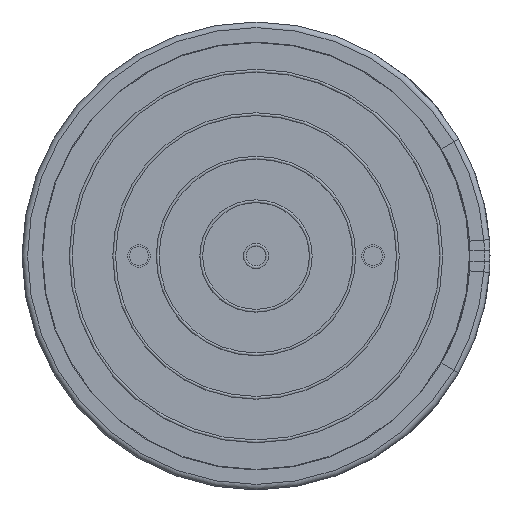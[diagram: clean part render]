
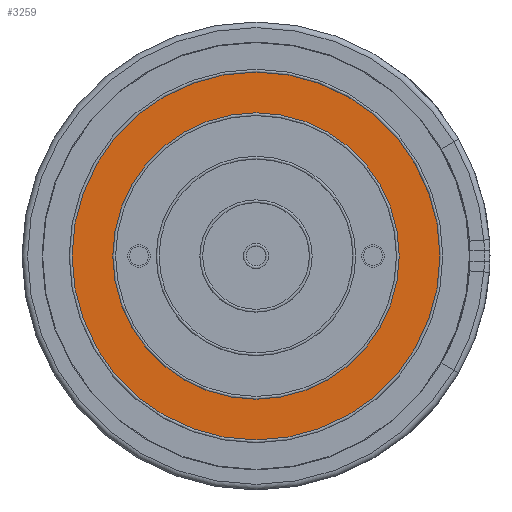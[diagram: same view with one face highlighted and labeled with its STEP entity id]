
A CAD part, front view. The second image highlights one B-rep face of the part: STEP entity #3259.
In plain terms, the highlighted planar face has unit normal (0, -1, 0).
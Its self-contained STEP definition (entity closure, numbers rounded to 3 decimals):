
#45=FACE_BOUND('',#510,.T.);
#235=PLANE('',#3634);
#358=FACE_OUTER_BOUND('',#509,.T.);
#509=EDGE_LOOP('',(#2908,#2909));
#510=EDGE_LOOP('',(#2910,#2911));
#1017=CIRCLE('',#3604,9.825);
#1018=CIRCLE('',#3605,9.825);
#1039=CIRCLE('',#3632,7.65);
#1040=CIRCLE('',#3633,7.65);
#1434=VERTEX_POINT('',#6577);
#1435=VERTEX_POINT('',#6578);
#1454=VERTEX_POINT('',#6629);
#1455=VERTEX_POINT('',#6630);
#1926=EDGE_CURVE('',#1434,#1435,#1017,.T.);
#1927=EDGE_CURVE('',#1435,#1434,#1018,.T.);
#1952=EDGE_CURVE('',#1454,#1455,#1039,.T.);
#1953=EDGE_CURVE('',#1455,#1454,#1040,.T.);
#2908=ORIENTED_EDGE('',*,*,#1926,.T.);
#2909=ORIENTED_EDGE('',*,*,#1927,.T.);
#2910=ORIENTED_EDGE('',*,*,#1952,.T.);
#2911=ORIENTED_EDGE('',*,*,#1953,.T.);
#3259=ADVANCED_FACE('',(#358,#45),#235,.T.);
#3604=AXIS2_PLACEMENT_3D('',#6579,#4401,#4402);
#3605=AXIS2_PLACEMENT_3D('',#6580,#4403,#4404);
#3632=AXIS2_PLACEMENT_3D('',#6631,#4461,#4462);
#3633=AXIS2_PLACEMENT_3D('',#6632,#4463,#4464);
#3634=AXIS2_PLACEMENT_3D('',#6634,#4466,#4467);
#4401=DIRECTION('center_axis',(0.,-1.,0.));
#4402=DIRECTION('ref_axis',(-1.,0.,0.));
#4403=DIRECTION('center_axis',(0.,-1.,0.));
#4404=DIRECTION('ref_axis',(-1.,0.,0.));
#4461=DIRECTION('center_axis',(0.,1.,0.));
#4462=DIRECTION('ref_axis',(-1.,0.,0.));
#4463=DIRECTION('center_axis',(0.,1.,0.));
#4464=DIRECTION('ref_axis',(-1.,0.,0.));
#4466=DIRECTION('center_axis',(0.,-1.,0.));
#4467=DIRECTION('ref_axis',(0.,0.,-1.));
#6577=CARTESIAN_POINT('',(-9.825,0.1,0.));
#6578=CARTESIAN_POINT('',(9.825,0.1,0.));
#6579=CARTESIAN_POINT('Origin',(0.,0.1,0.));
#6580=CARTESIAN_POINT('Origin',(0.,0.1,0.));
#6629=CARTESIAN_POINT('',(-7.65,0.1,0.));
#6630=CARTESIAN_POINT('',(7.65,0.1,0.));
#6631=CARTESIAN_POINT('Origin',(0.,0.1,0.));
#6632=CARTESIAN_POINT('Origin',(0.,0.1,0.));
#6634=CARTESIAN_POINT('Origin',(0.,0.1,0.));
